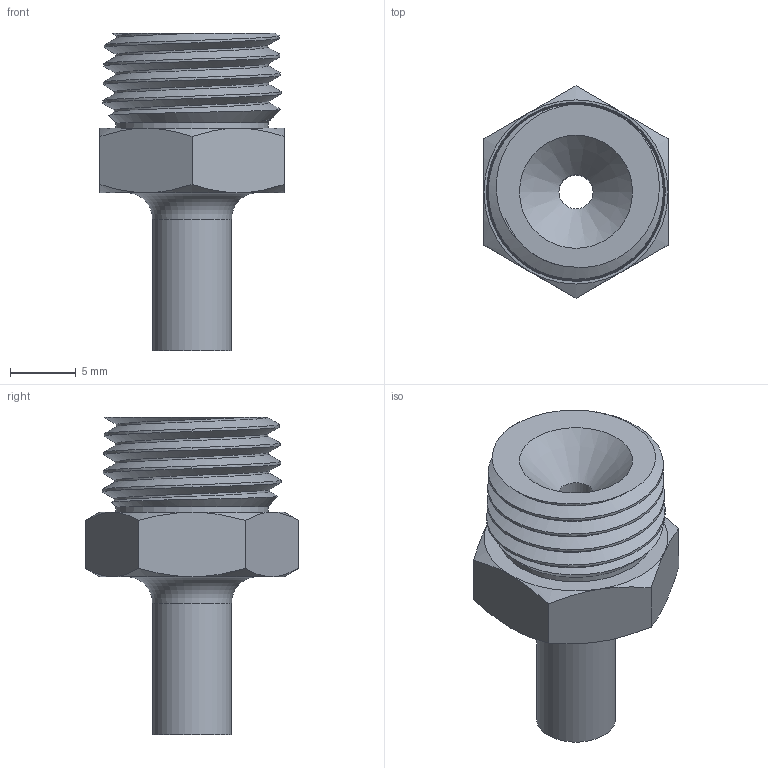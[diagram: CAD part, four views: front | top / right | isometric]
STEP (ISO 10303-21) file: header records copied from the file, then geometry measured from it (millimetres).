
FILE_DESCRIPTION(/* description */ ('Push-to-Connect Tube Fitting for Air'),/* implementation_level */ '2;1');
FILE_NAME(/* name */ 'Nozzle.step',/* time_stamp */ '2025-11-18T11:04:28-05:00',/* author */ (''),/* organization */ (''),/* preprocessor_version */ 'ST-DEVELOPER v20.1',/* originating_system */ 'Autodesk Translation Framework v14.21.0.0',/* authorisation */ '');
FILE_SCHEMA (('AUTOMOTIVE_DESIGN { 1 0 10303 214 3 1 1 }'));
Length unit declared in the file: millimetre
Products named in the file (1): 5225K713
Bounding box: 14 x 16.17 x 24.11 mm (x, y, z)
Volume: 1872.2 mm3; surface area: 1441.7 mm2
Topology: 1 solids, 1 shells, 36 faces, 83 edges, 51 vertices
Faces by surface type: cone 20, plane 10, bspline 3, cylinder 2, torus 1
Full cylindrical faces by diameter (mm): 2.6 x1, 6 x1
Entity records: 3579 total; most frequent: CARTESIAN_POINT 2817, ORIENTED_EDGE 166, DIRECTION 133, EDGE_CURVE 83, AXIS2_PLACEMENT_3D 59, VERTEX_POINT 51, EDGE_LOOP 40, FACE_OUTER_BOUND 36
